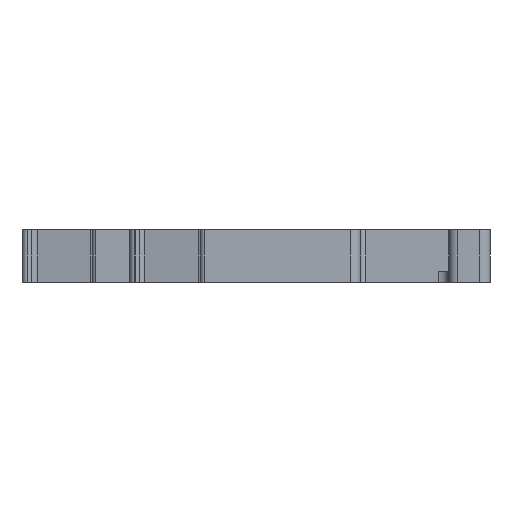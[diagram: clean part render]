
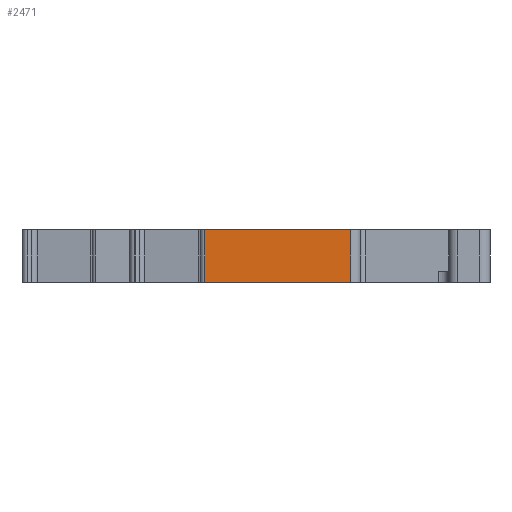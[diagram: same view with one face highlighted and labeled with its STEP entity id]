
A CAD part, left-side view. The second image highlights one B-rep face of the part: STEP entity #2471.
In plain terms, the highlighted planar face has unit normal (-1, 0, 0).
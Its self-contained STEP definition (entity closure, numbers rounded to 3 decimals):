
#93 = CARTESIAN_POINT ( 'NONE',  ( 1089.452, 3607.963, 2141.809 ) ) ;
#125 = CARTESIAN_POINT ( 'NONE',  ( 1089.452, 1459.089, 2136.609 ) ) ;
#531 = AXIS2_PLACEMENT_3D ( 'NONE', #48260, #36829, #33206 ) ;
#1225 = CARTESIAN_POINT ( 'NONE',  ( 1089.452, 1459.089, 2141.809 ) ) ;
#2400 = VECTOR ( 'NONE', #19475, 1000. ) ;
#2471 = ADVANCED_FACE ( 'NONE', ( #12980 ), #48423, .T. ) ;
#3887 = EDGE_CURVE ( 'NONE', #34139, #37563, #33521, .T. ) ;
#8932 = LINE ( 'NONE', #93, #2400 ) ;
#9608 = EDGE_LOOP ( 'NONE', ( #47444, #16096, #24721, #29039 ) ) ;
#11538 = CARTESIAN_POINT ( 'NONE',  ( 1089.452, 1444.696, 2141.809 ) ) ;
#11931 = EDGE_CURVE ( 'NONE', #34293, #43308, #8932, .T. ) ;
#12980 = FACE_OUTER_BOUND ( 'NONE', #9608, .T. ) ;
#15234 = DIRECTION ( 'NONE',  ( 0., 0., 1. ) ) ;
#16096 = ORIENTED_EDGE ( 'NONE', *, *, #32354, .T. ) ;
#18399 = CARTESIAN_POINT ( 'NONE',  ( 1089.452, 1444.696, 2141.809 ) ) ;
#19475 = DIRECTION ( 'NONE',  ( 0., 1., 0. ) ) ;
#24721 = ORIENTED_EDGE ( 'NONE', *, *, #3887, .T. ) ;
#26984 = LINE ( 'NONE', #18399, #34668 ) ;
#28529 = LINE ( 'NONE', #43313, #48032 ) ;
#29039 = ORIENTED_EDGE ( 'NONE', *, *, #29089, .T. ) ;
#29089 = EDGE_CURVE ( 'NONE', #37563, #34293, #26984, .T. ) ;
#29929 = CARTESIAN_POINT ( 'NONE',  ( 1089.452, 1444.696, 2136.609 ) ) ;
#32350 = VECTOR ( 'NONE', #37692, 1000. ) ;
#32354 = EDGE_CURVE ( 'NONE', #43308, #34139, #28529, .T. ) ;
#33206 = DIRECTION ( 'NONE',  ( 0., 0., 1. ) ) ;
#33521 = LINE ( 'NONE', #48761, #32350 ) ;
#34139 = VERTEX_POINT ( 'NONE', #125 ) ;
#34293 = VERTEX_POINT ( 'NONE', #11538 ) ;
#34668 = VECTOR ( 'NONE', #15234, 1000. ) ;
#36829 = DIRECTION ( 'NONE',  ( -1., 0., 0. ) ) ;
#37563 = VERTEX_POINT ( 'NONE', #29929 ) ;
#37692 = DIRECTION ( 'NONE',  ( 0., -1., 0. ) ) ;
#39673 = DIRECTION ( 'NONE',  ( 0., 0., -1. ) ) ;
#43308 = VERTEX_POINT ( 'NONE', #1225 ) ;
#43313 = CARTESIAN_POINT ( 'NONE',  ( 1089.452, 1459.089, 2141.809 ) ) ;
#47444 = ORIENTED_EDGE ( 'NONE', *, *, #11931, .T. ) ;
#48032 = VECTOR ( 'NONE', #39673, 1000. ) ;
#48260 = CARTESIAN_POINT ( 'NONE',  ( 1089.452, 3607.963, 2141.809 ) ) ;
#48423 = PLANE ( 'NONE',  #531 ) ;
#48761 = CARTESIAN_POINT ( 'NONE',  ( 1089.452, 3607.963, 2136.609 ) ) ;
